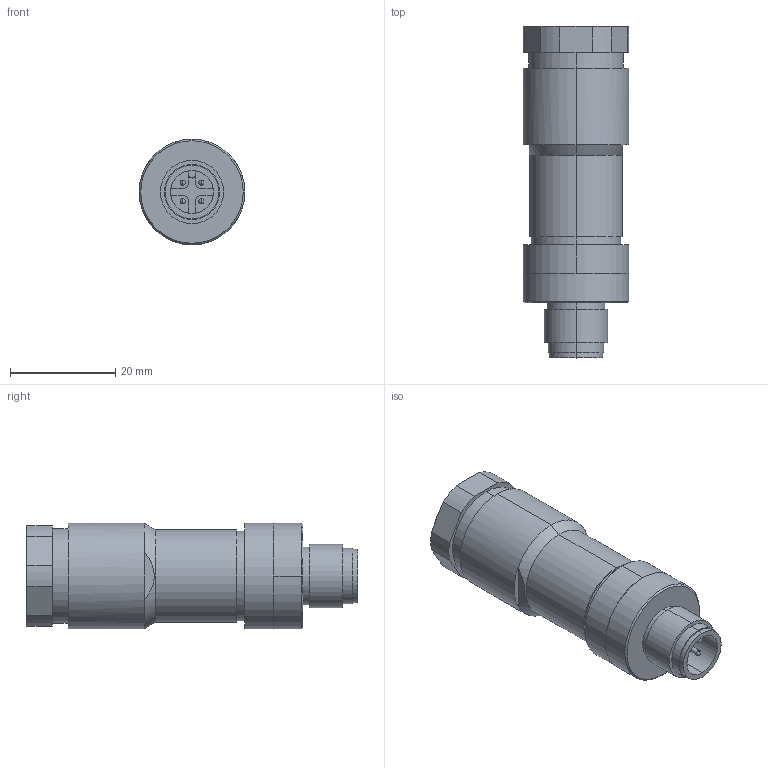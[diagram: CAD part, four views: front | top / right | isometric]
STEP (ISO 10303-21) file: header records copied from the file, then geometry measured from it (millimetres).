
FILE_DESCRIPTION((''),'2;1');
FILE_NAME('DM_CAD-1919','2013-12-19T',('creinig-se'),(''),'PRO/ENGINEER BY PARAMETRIC TECHNOLOGY CORPORATION, 2013050','PRO/ENGINEER BY PARAMETRIC TECHNOLOGY CORPORATION, 2013050','');
FILE_SCHEMA(('CONFIG_CONTROL_DESIGN'));
Length unit declared in the file: millimetre
Products named in the file (1): DM_CAD-1919
Bounding box: 20.05 x 63 x 20.05 mm (x, y, z)
Volume: 13999.8 mm3; surface area: 6018.6 mm2
Topology: 2 solids, 2 shells, 106 faces, 252 edges, 158 vertices
Faces by surface type: cylinder 47, plane 41, cone 10, sphere 8
Entity records: 3919 total; most frequent: CARTESIAN_POINT 592, DIRECTION 572, ORIENTED_EDGE 488, PRESENTATION_STYLE_ASSIGNMENT 246, STYLED_ITEM 246, CURVE_STYLE 244, EDGE_CURVE 244, AXIS2_PLACEMENT_3D 236
